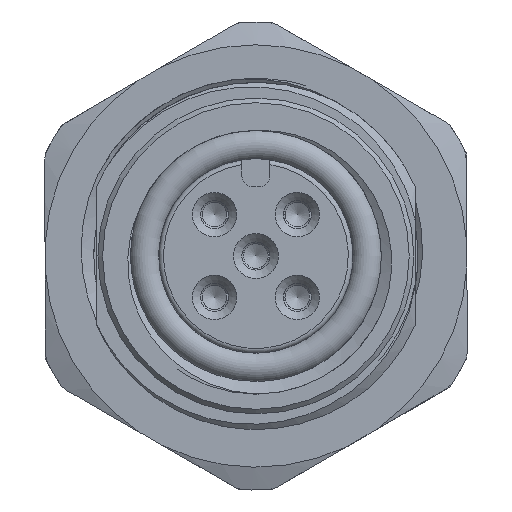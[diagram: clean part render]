
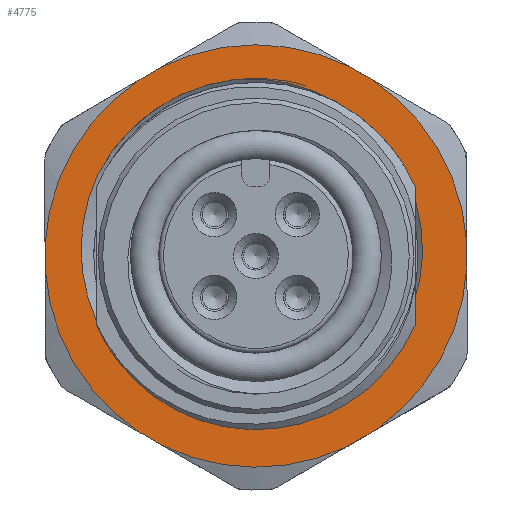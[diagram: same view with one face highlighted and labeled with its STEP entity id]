
A CAD part, front view. The second image highlights one B-rep face of the part: STEP entity #4775.
In plain terms, the highlighted face is planar.
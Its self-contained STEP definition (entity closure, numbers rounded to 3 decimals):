
#356=B_SPLINE_CURVE_WITH_KNOTS('',3,(#28540,#28541,#28542,#28543,#28544,
#28545,#28546),.UNSPECIFIED.,.F.,.F.,(4,1,1,1,4),(0.,0.004,
0.009,0.013,0.017),
 .UNSPECIFIED.);
#357=B_SPLINE_CURVE_WITH_KNOTS('',3,(#28550,#28551,#28552,#28553,#28554,
#28555,#28556),.UNSPECIFIED.,.F.,.F.,(4,1,1,1,4),(0.,
0.004,0.009,0.013,0.017),
 .UNSPECIFIED.);
#468=PLANE('',#5243);
#649=CIRCLE('',#5244,7.6);
#650=CIRCLE('',#5245,6.93);
#651=CIRCLE('',#5246,9.024);
#652=CIRCLE('',#5247,9.024);
#653=CIRCLE('',#5248,9.024);
#654=CIRCLE('',#5249,9.024);
#655=CIRCLE('',#5250,9.024);
#656=CIRCLE('',#5251,9.024);
#1567=ORIENTED_EDGE('',*,*,#2507,.T.);
#1568=ORIENTED_EDGE('',*,*,#2508,.T.);
#1569=ORIENTED_EDGE('',*,*,#2509,.T.);
#1570=ORIENTED_EDGE('',*,*,#2510,.T.);
#1571=ORIENTED_EDGE('',*,*,#2511,.F.);
#1572=ORIENTED_EDGE('',*,*,#2512,.T.);
#1573=ORIENTED_EDGE('',*,*,#2513,.F.);
#1574=ORIENTED_EDGE('',*,*,#2514,.T.);
#1575=ORIENTED_EDGE('',*,*,#2515,.F.);
#1576=ORIENTED_EDGE('',*,*,#2516,.T.);
#1577=ORIENTED_EDGE('',*,*,#2517,.F.);
#1578=ORIENTED_EDGE('',*,*,#2518,.T.);
#1579=ORIENTED_EDGE('',*,*,#2519,.F.);
#1580=ORIENTED_EDGE('',*,*,#2520,.T.);
#1581=ORIENTED_EDGE('',*,*,#2521,.F.);
#1582=ORIENTED_EDGE('',*,*,#2522,.T.);
#2507=EDGE_CURVE('',#3063,#3064,#649,.T.);
#2508=EDGE_CURVE('',#3064,#3065,#356,.T.);
#2509=EDGE_CURVE('',#3065,#3066,#650,.F.);
#2510=EDGE_CURVE('',#3066,#3063,#357,.T.);
#2511=EDGE_CURVE('',#3067,#3068,#651,.F.);
#2512=EDGE_CURVE('',#3067,#3069,#3367,.T.);
#2513=EDGE_CURVE('',#3070,#3069,#652,.F.);
#2514=EDGE_CURVE('',#3070,#3071,#3368,.T.);
#2515=EDGE_CURVE('',#3072,#3071,#653,.F.);
#2516=EDGE_CURVE('',#3072,#3073,#3369,.T.);
#2517=EDGE_CURVE('',#3074,#3073,#654,.F.);
#2518=EDGE_CURVE('',#3074,#3075,#3370,.T.);
#2519=EDGE_CURVE('',#3076,#3075,#655,.F.);
#2520=EDGE_CURVE('',#3076,#3077,#3371,.T.);
#2521=EDGE_CURVE('',#3078,#3077,#656,.F.);
#2522=EDGE_CURVE('',#3078,#3068,#3372,.T.);
#3063=VERTEX_POINT('',#28538);
#3064=VERTEX_POINT('',#28539);
#3065=VERTEX_POINT('',#28547);
#3066=VERTEX_POINT('',#28549);
#3067=VERTEX_POINT('',#28558);
#3068=VERTEX_POINT('',#28559);
#3069=VERTEX_POINT('',#28561);
#3070=VERTEX_POINT('',#28563);
#3071=VERTEX_POINT('',#28565);
#3072=VERTEX_POINT('',#28567);
#3073=VERTEX_POINT('',#28569);
#3074=VERTEX_POINT('',#28571);
#3075=VERTEX_POINT('',#28573);
#3076=VERTEX_POINT('',#28575);
#3077=VERTEX_POINT('',#28577);
#3078=VERTEX_POINT('',#28579);
#3367=LINE('',#28560,#3599);
#3368=LINE('',#28564,#3600);
#3369=LINE('',#28568,#3601);
#3370=LINE('',#28572,#3602);
#3371=LINE('',#28576,#3603);
#3372=LINE('',#28580,#3604);
#3599=VECTOR('',#6124,1000.);
#3600=VECTOR('',#6127,1000.);
#3601=VECTOR('',#6130,1000.);
#3602=VECTOR('',#6133,1000.);
#3603=VECTOR('',#6136,1000.);
#3604=VECTOR('',#6139,1000.);
#3946=EDGE_LOOP('',(#1567,#1568,#1569,#1570));
#3947=EDGE_LOOP('',(#1571,#1572,#1573,#1574,#1575,#1576,#1577,#1578,#1579,
#1580,#1581,#1582));
#4349=FACE_BOUND('',#3946,.T.);
#4350=FACE_BOUND('',#3947,.T.);
#4775=ADVANCED_FACE('',(#4349,#4350),#468,.T.);
#5243=AXIS2_PLACEMENT_3D('',#28536,#6116,#6117);
#5244=AXIS2_PLACEMENT_3D('',#28537,#6118,#6119);
#5245=AXIS2_PLACEMENT_3D('',#28548,#6120,#6121);
#5246=AXIS2_PLACEMENT_3D('',#28557,#6122,#6123);
#5247=AXIS2_PLACEMENT_3D('',#28562,#6125,#6126);
#5248=AXIS2_PLACEMENT_3D('',#28566,#6128,#6129);
#5249=AXIS2_PLACEMENT_3D('',#28570,#6131,#6132);
#5250=AXIS2_PLACEMENT_3D('',#28574,#6134,#6135);
#5251=AXIS2_PLACEMENT_3D('',#28578,#6137,#6138);
#6116=DIRECTION('',(1.,0.,0.));
#6117=DIRECTION('',(0.,0.,-1.));
#6118=DIRECTION('',(-1.,0.,0.));
#6119=DIRECTION('',(0.,1.,0.));
#6120=DIRECTION('',(1.,0.,0.));
#6121=DIRECTION('',(0.,0.,-1.));
#6122=DIRECTION('',(1.,0.,0.));
#6123=DIRECTION('',(0.,0.,-1.));
#6124=DIRECTION('',(0.,1.,0.));
#6125=DIRECTION('',(1.,0.,0.));
#6126=DIRECTION('',(0.,0.,-1.));
#6127=DIRECTION('',(0.,0.497,0.868));
#6128=DIRECTION('',(1.,0.,0.));
#6129=DIRECTION('',(0.,0.,-1.));
#6130=DIRECTION('',(0.,-0.497,0.868));
#6131=DIRECTION('',(1.,0.,0.));
#6132=DIRECTION('',(0.,0.,-1.));
#6133=DIRECTION('',(0.,-1.,0.));
#6134=DIRECTION('',(1.,0.,0.));
#6135=DIRECTION('',(0.,0.,-1.));
#6136=DIRECTION('',(0.,-0.498,-0.867));
#6137=DIRECTION('',(1.,0.,0.));
#6138=DIRECTION('',(0.,0.,-1.));
#6139=DIRECTION('',(0.,0.498,-0.867));
#28536=CARTESIAN_POINT('',(1.5,0.,0.));
#28537=CARTESIAN_POINT('',(1.5,0.,0.));
#28538=CARTESIAN_POINT('',(1.5,-4.081,6.411));
#28539=CARTESIAN_POINT('',(1.5,3.02,6.974));
#28540=CARTESIAN_POINT('',(1.5,3.02,6.974));
#28541=CARTESIAN_POINT('',(1.5,4.318,6.354));
#28542=CARTESIAN_POINT('',(1.5,6.523,4.378));
#28543=CARTESIAN_POINT('',(1.5,7.706,0.079));
#28544=CARTESIAN_POINT('',(1.5,6.285,-4.171));
#28545=CARTESIAN_POINT('',(1.5,3.917,-5.964));
#28546=CARTESIAN_POINT('',(1.5,2.558,-6.441));
#28547=CARTESIAN_POINT('',(1.5,2.558,-6.441));
#28548=CARTESIAN_POINT('',(1.5,0.,0.));
#28549=CARTESIAN_POINT('',(1.5,-1.511,-6.763));
#28550=CARTESIAN_POINT('',(1.5,-1.511,-6.763));
#28551=CARTESIAN_POINT('',(1.5,-2.927,-6.508));
#28552=CARTESIAN_POINT('',(1.5,-5.554,-5.103));
#28553=CARTESIAN_POINT('',(1.5,-7.621,-1.142));
#28554=CARTESIAN_POINT('',(1.5,-7.131,3.298));
#28555=CARTESIAN_POINT('',(1.5,-5.265,5.594));
#28556=CARTESIAN_POINT('',(1.5,-4.081,6.411));
#28557=CARTESIAN_POINT('',(1.5,0.,0.));
#28558=CARTESIAN_POINT('',(1.5,-0.764,-8.992));
#28559=CARTESIAN_POINT('',(1.5,-7.542,-4.955));
#28560=CARTESIAN_POINT('',(1.5,-4.376,-8.992));
#28561=CARTESIAN_POINT('',(1.5,0.764,-8.992));
#28562=CARTESIAN_POINT('',(1.5,0.,0.));
#28563=CARTESIAN_POINT('',(1.5,7.551,-4.941));
#28564=CARTESIAN_POINT('',(1.5,5.661,-8.243));
#28565=CARTESIAN_POINT('',(1.5,8.085,-4.008));
#28566=CARTESIAN_POINT('',(1.5,0.,0.));
#28567=CARTESIAN_POINT('',(1.5,8.085,4.008));
#28568=CARTESIAN_POINT('',(1.5,9.975,0.706));
#28569=CARTESIAN_POINT('',(1.5,7.551,4.941));
#28570=CARTESIAN_POINT('',(1.5,0.,0.));
#28571=CARTESIAN_POINT('',(1.5,0.537,9.008));
#28572=CARTESIAN_POINT('',(1.5,4.342,9.008));
#28573=CARTESIAN_POINT('',(1.5,-0.537,9.008));
#28574=CARTESIAN_POINT('',(1.5,0.,0.));
#28575=CARTESIAN_POINT('',(1.5,-7.542,4.955));
#28576=CARTESIAN_POINT('',(1.5,-5.646,8.254));
#28577=CARTESIAN_POINT('',(1.5,-8.078,4.024));
#28578=CARTESIAN_POINT('',(1.5,0.,0.));
#28579=CARTESIAN_POINT('',(1.5,-8.078,-4.024));
#28580=CARTESIAN_POINT('',(1.5,-9.974,-0.725));
